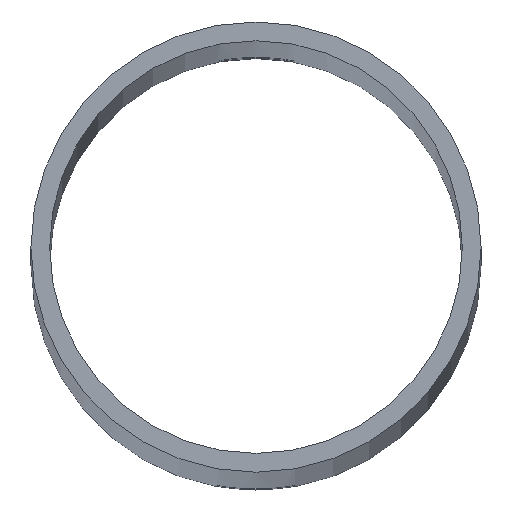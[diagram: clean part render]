
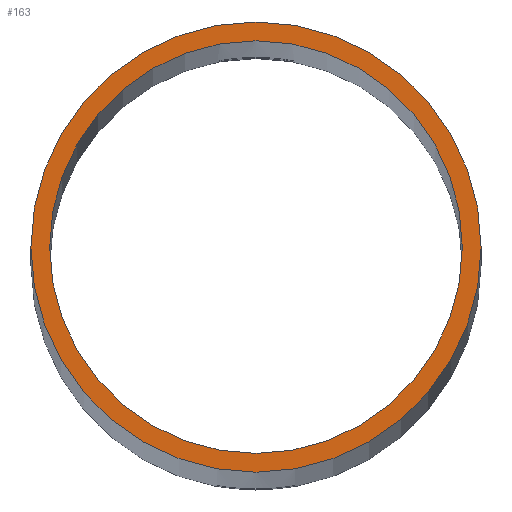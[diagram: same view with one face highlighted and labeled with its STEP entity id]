
A CAD part, top view. The second image highlights one B-rep face of the part: STEP entity #163.
In plain terms, the highlighted planar face has unit normal (0, 0, 1).
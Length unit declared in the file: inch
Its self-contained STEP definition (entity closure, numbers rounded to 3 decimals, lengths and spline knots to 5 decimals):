
#2 = DIRECTION ( 'NONE',  ( 1., 0., 0. ) ) ;
#96 = DIRECTION ( 'NONE',  ( 0., 0., 1. ) ) ;
#119 = CARTESIAN_POINT ( 'NONE',  ( 0.6875, 0., 34. ) ) ;
#121 = CARTESIAN_POINT ( 'NONE',  ( -0.75, 0., 34. ) ) ;
#148 = CIRCLE ( 'NONE', #504, 0.6875 ) ;
#154 = DIRECTION ( 'NONE',  ( 1., 0., 0. ) ) ;
#163 = ADVANCED_FACE ( 'NONE', ( #590, #288 ), #587, .T. ) ;
#164 = AXIS2_PLACEMENT_3D ( 'NONE', #552, #96, #169 ) ;
#169 = DIRECTION ( 'NONE',  ( 1., 0., 0. ) ) ;
#173 = DIRECTION ( 'NONE',  ( 1., 0., 0. ) ) ;
#184 = ORIENTED_EDGE ( 'NONE', *, *, #883, .F. ) ;
#210 = DIRECTION ( 'NONE',  ( 1., 0., 0. ) ) ;
#225 = VERTEX_POINT ( 'NONE', #121 ) ;
#288 = FACE_BOUND ( 'NONE', #350, .T. ) ;
#305 = CARTESIAN_POINT ( 'NONE',  ( 0., 0., 34. ) ) ;
#350 = EDGE_LOOP ( 'NONE', ( #184, #649 ) ) ;
#352 = DIRECTION ( 'NONE',  ( 0., 0., 1. ) ) ;
#423 = EDGE_CURVE ( 'NONE', #599, #443, #1020, .T. ) ;
#443 = VERTEX_POINT ( 'NONE', #541 ) ;
#472 = DIRECTION ( 'NONE',  ( 0., 0., 1. ) ) ;
#485 = CIRCLE ( 'NONE', #164, 0.75 ) ;
#504 = AXIS2_PLACEMENT_3D ( 'NONE', #876, #872, #173 ) ;
#541 = CARTESIAN_POINT ( 'NONE',  ( -0.6875, 0., 34. ) ) ;
#552 = CARTESIAN_POINT ( 'NONE',  ( 0., 0., 34. ) ) ;
#583 = ORIENTED_EDGE ( 'NONE', *, *, #1003, .T. ) ;
#587 = PLANE ( 'NONE',  #758 ) ;
#590 = FACE_OUTER_BOUND ( 'NONE', #747, .T. ) ;
#599 = VERTEX_POINT ( 'NONE', #119 ) ;
#614 = DIRECTION ( 'NONE',  ( 0., 0., 1. ) ) ;
#637 = CIRCLE ( 'NONE', #952, 0.75 ) ;
#649 = ORIENTED_EDGE ( 'NONE', *, *, #423, .F. ) ;
#655 = ORIENTED_EDGE ( 'NONE', *, *, #813, .T. ) ;
#710 = CARTESIAN_POINT ( 'NONE',  ( 0.75, 0., 34. ) ) ;
#747 = EDGE_LOOP ( 'NONE', ( #583, #655 ) ) ;
#758 = AXIS2_PLACEMENT_3D ( 'NONE', #837, #352, #210 ) ;
#813 = EDGE_CURVE ( 'NONE', #900, #225, #637, .T. ) ;
#837 = CARTESIAN_POINT ( 'NONE',  ( 0., 0., 34. ) ) ;
#850 = CARTESIAN_POINT ( 'NONE',  ( 0., 0., 34. ) ) ;
#872 = DIRECTION ( 'NONE',  ( 0., 0., 1. ) ) ;
#876 = CARTESIAN_POINT ( 'NONE',  ( 0., 0., 34. ) ) ;
#878 = AXIS2_PLACEMENT_3D ( 'NONE', #850, #472, #2 ) ;
#883 = EDGE_CURVE ( 'NONE', #443, #599, #148, .T. ) ;
#900 = VERTEX_POINT ( 'NONE', #710 ) ;
#952 = AXIS2_PLACEMENT_3D ( 'NONE', #305, #614, #154 ) ;
#1003 = EDGE_CURVE ( 'NONE', #225, #900, #485, .T. ) ;
#1020 = CIRCLE ( 'NONE', #878, 0.6875 ) ;
